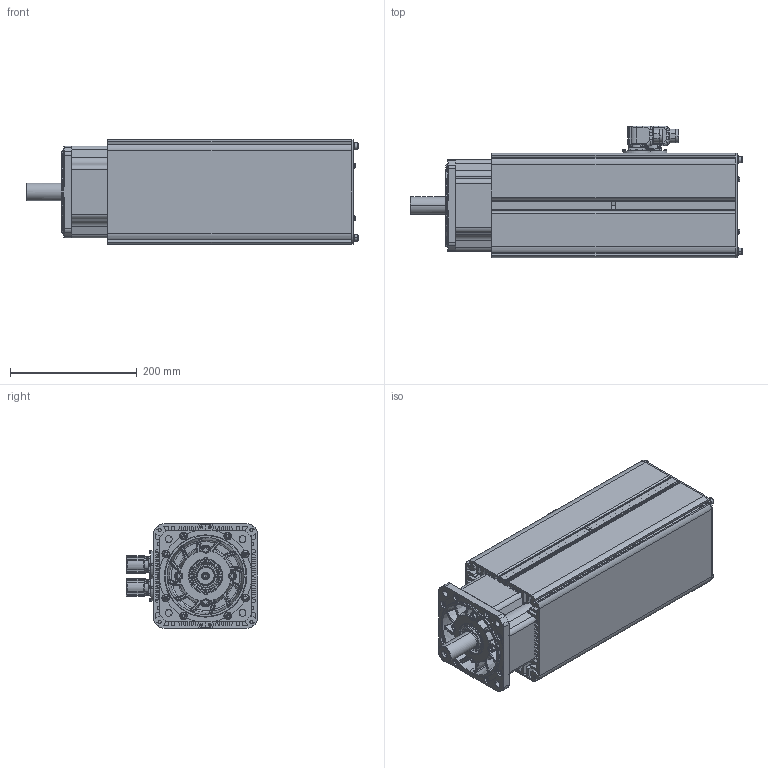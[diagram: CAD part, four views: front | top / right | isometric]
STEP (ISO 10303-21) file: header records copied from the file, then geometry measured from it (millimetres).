
FILE_DESCRIPTION((''),'2;1');
FILE_NAME('U30740F153_67762N-0','2016-06-04T',('zhangyanli'),(''),'PRO/ENGINEER BY PARAMETRIC TECHNOLOGY CORPORATION, 2010430','PRO/ENGINEER BY PARAMETRIC TECHNOLOGY CORPORATION, 2010430','');
FILE_SCHEMA(('CONFIG_CONTROL_DESIGN'));
Products named in the file (1): U30740F153_67762N-0
Bounding box: 524.9 x 208 x 165 mm (x, y, z)
Surface area: 1389159 mm2 (no closed solid volume)
Topology: 0 solids, 137 shells, 1860 faces, 5846 edges, 4046 vertices
Faces by surface type: plane 741, cylinder 528, bspline 196, cone 175, torus 172, sphere 48
Entity records: 75249 total; most frequent: CARTESIAN_POINT 24786, DIRECTION 10793, ORIENTED_EDGE 9468, EDGE_CURVE 5844, AXIS2_PLACEMENT_3D 4136, VERTEX_POINT 4046, VECTOR 2521, LINE 2521
